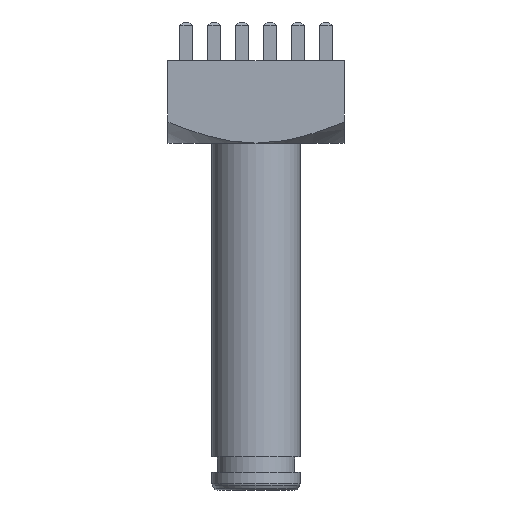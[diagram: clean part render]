
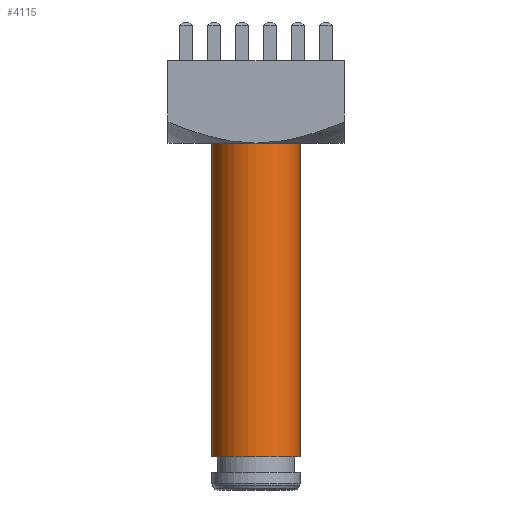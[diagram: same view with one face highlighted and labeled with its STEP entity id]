
A CAD part, front view. The second image highlights one B-rep face of the part: STEP entity #4115.
In plain terms, the highlighted cylindrical face has radius 4 mm (diameter 8 mm), a partial arc.
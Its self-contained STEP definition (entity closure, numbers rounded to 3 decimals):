
#19 = EDGE_CURVE ( 'NONE', #1994, #869, #6397, .T. ) ;
#66 = DIRECTION ( 'NONE',  ( -1., 0., 0. ) ) ;
#169 = CARTESIAN_POINT ( 'NONE',  ( -4., 0., 0. ) ) ;
#869 = VERTEX_POINT ( 'NONE', #169 ) ;
#910 = VERTEX_POINT ( 'NONE', #5062 ) ;
#989 = CIRCLE ( 'NONE', #3929, 4. ) ;
#1488 = CARTESIAN_POINT ( 'NONE',  ( 0., 0., -28.5 ) ) ;
#1994 = VERTEX_POINT ( 'NONE', #3536 ) ;
#2207 = VECTOR ( 'NONE', #8711, 1000. ) ;
#2270 = CARTESIAN_POINT ( 'NONE',  ( 4., 0., -28.5 ) ) ;
#2274 = CARTESIAN_POINT ( 'NONE',  ( -4., 0., -28.5 ) ) ;
#2446 = ORIENTED_EDGE ( 'NONE', *, *, #19, .T. ) ;
#2548 = CARTESIAN_POINT ( 'NONE',  ( 0., 0., 0. ) ) ;
#3536 = CARTESIAN_POINT ( 'NONE',  ( 4., 0., 0. ) ) ;
#3929 = AXIS2_PLACEMENT_3D ( 'NONE', #1488, #4333, #66 ) ;
#4115 = ADVANCED_FACE ( 'NONE', ( #7172 ), #5931, .T. ) ;
#4333 = DIRECTION ( 'NONE',  ( 0., 0., -1. ) ) ;
#4803 = EDGE_CURVE ( 'NONE', #910, #869, #7046, .T. ) ;
#5062 = CARTESIAN_POINT ( 'NONE',  ( -4., 0., -28.5 ) ) ;
#5477 = DIRECTION ( 'NONE',  ( -1., 0., 0. ) ) ;
#5519 = DIRECTION ( 'NONE',  ( 0., 0., 1. ) ) ;
#5884 = VERTEX_POINT ( 'NONE', #8679 ) ;
#5898 = EDGE_CURVE ( 'NONE', #5884, #1994, #8544, .T. ) ;
#5931 = CYLINDRICAL_SURFACE ( 'NONE', #8015, 4. ) ;
#6345 = DIRECTION ( 'NONE',  ( 1., 0., 0. ) ) ;
#6397 = CIRCLE ( 'NONE', #7271, 4. ) ;
#6628 = ORIENTED_EDGE ( 'NONE', *, *, #4803, .F. ) ;
#6692 = ORIENTED_EDGE ( 'NONE', *, *, #5898, .T. ) ;
#6991 = EDGE_CURVE ( 'NONE', #5884, #910, #989, .T. ) ;
#7046 = LINE ( 'NONE', #2274, #2207 ) ;
#7172 = FACE_OUTER_BOUND ( 'NONE', #7194, .T. ) ;
#7194 = EDGE_LOOP ( 'NONE', ( #6628, #8786, #6692, #2446 ) ) ;
#7271 = AXIS2_PLACEMENT_3D ( 'NONE', #2548, #8250, #5477 ) ;
#7772 = VECTOR ( 'NONE', #8003, 1000. ) ;
#8003 = DIRECTION ( 'NONE',  ( 0., 0., 1. ) ) ;
#8015 = AXIS2_PLACEMENT_3D ( 'NONE', #8419, #5519, #6345 ) ;
#8250 = DIRECTION ( 'NONE',  ( 0., 0., -1. ) ) ;
#8419 = CARTESIAN_POINT ( 'NONE',  ( 0., 0., -28.5 ) ) ;
#8544 = LINE ( 'NONE', #2270, #7772 ) ;
#8679 = CARTESIAN_POINT ( 'NONE',  ( 4., 0., -28.5 ) ) ;
#8711 = DIRECTION ( 'NONE',  ( 0., 0., 1. ) ) ;
#8786 = ORIENTED_EDGE ( 'NONE', *, *, #6991, .F. ) ;
